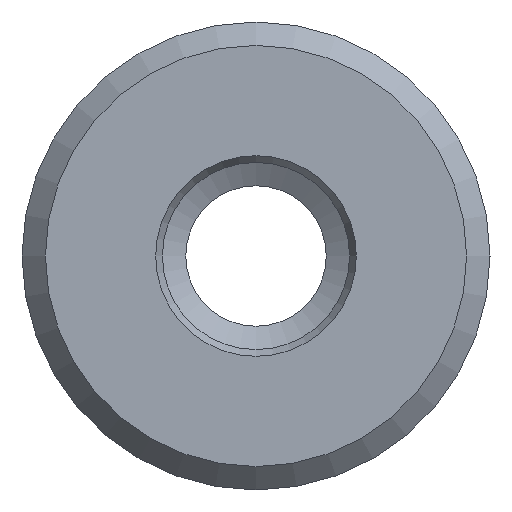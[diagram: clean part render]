
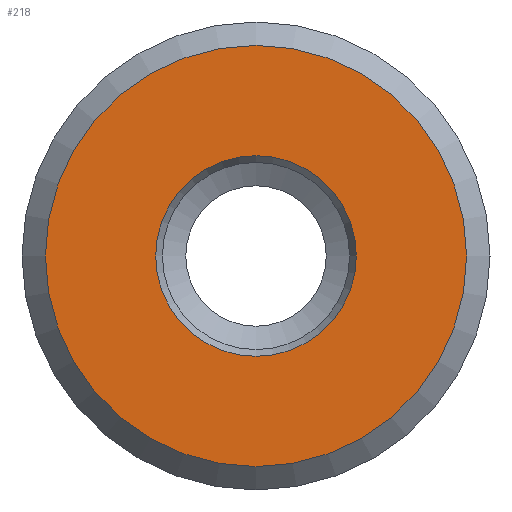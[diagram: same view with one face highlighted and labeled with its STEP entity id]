
A CAD part, left-side view. The second image highlights one B-rep face of the part: STEP entity #218.
In plain terms, the highlighted planar face has unit normal (-1, 0, 0).
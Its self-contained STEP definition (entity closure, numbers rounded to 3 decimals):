
#40=FACE_BOUND('',#63,.T.);
#42=PLANE('',#267);
#50=FACE_OUTER_BOUND('',#62,.T.);
#62=EDGE_LOOP('',(#187,#188));
#63=EDGE_LOOP('',(#189,#190));
#83=CIRCLE('',#265,4.289);
#84=CIRCLE('',#266,4.289);
#85=CIRCLE('',#268,9.);
#86=CIRCLE('',#269,9.);
#106=VERTEX_POINT('',#400);
#107=VERTEX_POINT('',#402);
#108=VERTEX_POINT('',#406);
#109=VERTEX_POINT('',#407);
#135=EDGE_CURVE('',#107,#106,#83,.T.);
#136=EDGE_CURVE('',#106,#107,#84,.T.);
#137=EDGE_CURVE('',#108,#109,#85,.T.);
#138=EDGE_CURVE('',#109,#108,#86,.T.);
#187=ORIENTED_EDGE('',*,*,#137,.F.);
#188=ORIENTED_EDGE('',*,*,#138,.F.);
#189=ORIENTED_EDGE('',*,*,#135,.T.);
#190=ORIENTED_EDGE('',*,*,#136,.T.);
#218=ADVANCED_FACE('',(#50,#40),#42,.T.);
#265=AXIS2_PLACEMENT_3D('',#403,#330,#331);
#266=AXIS2_PLACEMENT_3D('',#404,#332,#333);
#267=AXIS2_PLACEMENT_3D('',#405,#334,#335);
#268=AXIS2_PLACEMENT_3D('',#408,#336,#337);
#269=AXIS2_PLACEMENT_3D('',#409,#338,#339);
#330=DIRECTION('center_axis',(1.,0.,0.));
#331=DIRECTION('ref_axis',(0.,0.,-1.));
#332=DIRECTION('center_axis',(1.,0.,0.));
#333=DIRECTION('ref_axis',(0.,0.,-1.));
#334=DIRECTION('center_axis',(-1.,0.,0.));
#335=DIRECTION('ref_axis',(0.,0.,1.));
#336=DIRECTION('center_axis',(1.,0.,0.));
#337=DIRECTION('ref_axis',(0.,0.,-1.));
#338=DIRECTION('center_axis',(1.,0.,0.));
#339=DIRECTION('ref_axis',(0.,0.,-1.));
#400=CARTESIAN_POINT('',(0.,-4.289,0.));
#402=CARTESIAN_POINT('',(0.,4.289,0.));
#403=CARTESIAN_POINT('Origin',(0.,0.,
0.));
#404=CARTESIAN_POINT('Origin',(0.,0.,
0.));
#405=CARTESIAN_POINT('Origin',(0.,9.,0.));
#406=CARTESIAN_POINT('',(0.,9.,0.));
#407=CARTESIAN_POINT('',(0.,-9.,0.));
#408=CARTESIAN_POINT('Origin',(0.,0.,
0.));
#409=CARTESIAN_POINT('Origin',(0.,0.,
0.));
